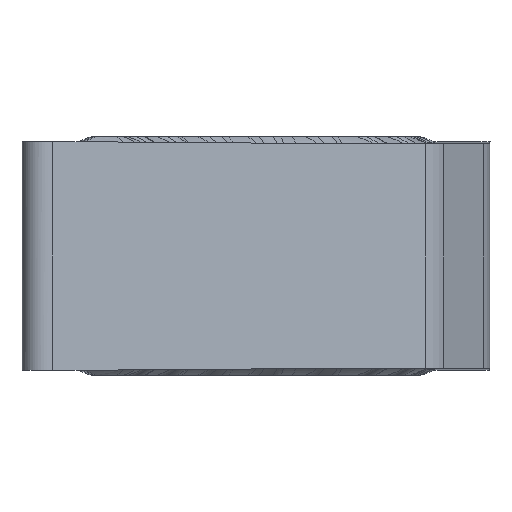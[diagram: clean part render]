
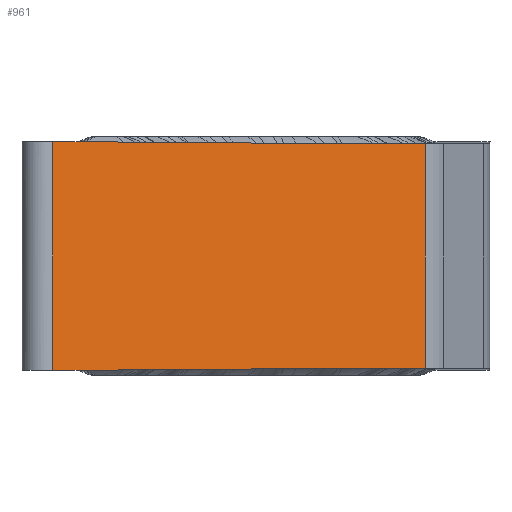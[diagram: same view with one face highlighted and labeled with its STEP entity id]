
A CAD part, left-side view. The second image highlights one B-rep face of the part: STEP entity #961.
In plain terms, the highlighted planar face has unit normal (-0.819, -0.574, 0).
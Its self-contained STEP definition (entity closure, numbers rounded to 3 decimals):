
#602=PLANE('',#6130);
#624=FACE_OUTER_BOUND('',#1323,.T.);
#961=ADVANCED_FACE('',(#624),#602,.F.);
#1323=EDGE_LOOP('',(#2012,#2013,#2014,#2015,#2016,#2017));
#1665=LINE('',#8819,#1725);
#1675=LINE('',#8939,#1735);
#1725=VECTOR('',#6483,1.);
#1735=VECTOR('',#6511,1.);
#2012=ORIENTED_EDGE('',*,*,#4414,.T.);
#2013=ORIENTED_EDGE('',*,*,#4547,.F.);
#2014=ORIENTED_EDGE('',*,*,#4572,.F.);
#2015=ORIENTED_EDGE('',*,*,#4573,.F.);
#2016=ORIENTED_EDGE('',*,*,#4571,.T.);
#2017=ORIENTED_EDGE('',*,*,#4415,.T.);
#3776=VERTEX_POINT('',#7299);
#3777=VERTEX_POINT('',#7300);
#3778=VERTEX_POINT('',#7305);
#3908=VERTEX_POINT('',#8820);
#3922=VERTEX_POINT('',#8927);
#3923=VERTEX_POINT('',#8945);
#4414=EDGE_CURVE('',#3776,#3777,#5388,.T.);
#4415=EDGE_CURVE('',#3778,#3776,#5389,.T.);
#4547=EDGE_CURVE('',#3908,#3777,#1665,.T.);
#4571=EDGE_CURVE('',#3922,#3778,#1675,.T.);
#4572=EDGE_CURVE('',#3923,#3908,#5530,.T.);
#4573=EDGE_CURVE('',#3922,#3923,#5531,.T.);
#5388=B_SPLINE_CURVE_WITH_KNOTS('',3,(#7295,#7296,#7297,#7298),
 .UNSPECIFIED.,.F.,.F.,(4,4),(0.,1.),.UNSPECIFIED.);
#5389=B_SPLINE_CURVE_WITH_KNOTS('',3,(#7301,#7302,#7303,#7304),
 .UNSPECIFIED.,.F.,.F.,(4,4),(0.,1.),.UNSPECIFIED.);
#5530=B_SPLINE_CURVE_WITH_KNOTS('',3,(#8941,#8942,#8943,#8944),
 .UNSPECIFIED.,.F.,.F.,(4,4),(0.,1.),.UNSPECIFIED.);
#5531=B_SPLINE_CURVE_WITH_KNOTS('',3,(#8946,#8947,#8948,#8949,#8950,#8951,
#8952,#8953,#8954,#8955,#8956,#8957,#8958,#8959),.UNSPECIFIED.,.F.,.F.,
(4,1,1,1,1,1,1,1,1,1,1,4),(0.,0.001,0.003,0.006,
0.012,0.037,0.136,0.335,
0.534,0.733,0.931,1.),.UNSPECIFIED.);
#6130=AXIS2_PLACEMENT_3D('',#8960,#6514,#6515);
#6483=DIRECTION('',(0.,0.,-1.));
#6511=DIRECTION('',(0.,0.,-1.));
#6514=DIRECTION('',(0.819,0.574,0.));
#6515=DIRECTION('',(-0.574,0.819,0.));
#7295=CARTESIAN_POINT('',(-4.69,-1.605,-4.717));
#7296=CARTESIAN_POINT('',(-4.26,-2.219,-4.713));
#7297=CARTESIAN_POINT('',(-3.831,-2.832,-4.716));
#7298=CARTESIAN_POINT('',(-3.401,-3.446,-4.716));
#7299=CARTESIAN_POINT('',(-4.69,-1.605,-4.717));
#7300=CARTESIAN_POINT('',(-3.401,-3.446,-4.716));
#7301=CARTESIAN_POINT('',(-8.708,4.133,-4.76));
#7302=CARTESIAN_POINT('',(-7.369,2.22,-4.746));
#7303=CARTESIAN_POINT('',(-6.029,0.308,-4.731));
#7304=CARTESIAN_POINT('',(-4.69,-1.605,-4.717));
#7305=CARTESIAN_POINT('',(-8.708,4.133,-4.76));
#8819=CARTESIAN_POINT('',(-3.401,-3.446,0.15));
#8820=CARTESIAN_POINT('',(-3.401,-3.446,-0.144));
#8927=CARTESIAN_POINT('',(-8.708,4.133,-0.1));
#8939=CARTESIAN_POINT('',(-8.708,4.133,0.15));
#8941=CARTESIAN_POINT('',(-4.69,-1.605,-0.143));
#8942=CARTESIAN_POINT('',(-4.26,-2.219,-0.147));
#8943=CARTESIAN_POINT('',(-3.831,-2.832,-0.144));
#8944=CARTESIAN_POINT('',(-3.401,-3.446,-0.144));
#8945=CARTESIAN_POINT('',(-4.69,-1.605,-0.143));
#8946=CARTESIAN_POINT('',(-8.708,4.133,-0.1));
#8947=CARTESIAN_POINT('',(-8.706,4.131,-0.1));
#8948=CARTESIAN_POINT('',(-8.702,4.125,-0.1));
#8949=CARTESIAN_POINT('',(-8.694,4.113,-0.1));
#8950=CARTESIAN_POINT('',(-8.68,4.093,-0.1));
#8951=CARTESIAN_POINT('',(-8.634,4.027,-0.101));
#8952=CARTESIAN_POINT('',(-8.459,3.778,-0.103));
#8953=CARTESIAN_POINT('',(-8.027,3.16,-0.107));
#8954=CARTESIAN_POINT('',(-7.361,2.21,-0.114));
#8955=CARTESIAN_POINT('',(-6.563,1.07,-0.123));
#8956=CARTESIAN_POINT('',(-5.765,-0.071,-0.131));
#8957=CARTESIAN_POINT('',(-5.14,-0.962,-0.138));
#8958=CARTESIAN_POINT('',(-4.782,-1.474,-0.142));
#8959=CARTESIAN_POINT('',(-4.69,-1.605,-0.143));
#8960=CARTESIAN_POINT('',(-3.401,-3.446,0.15));
